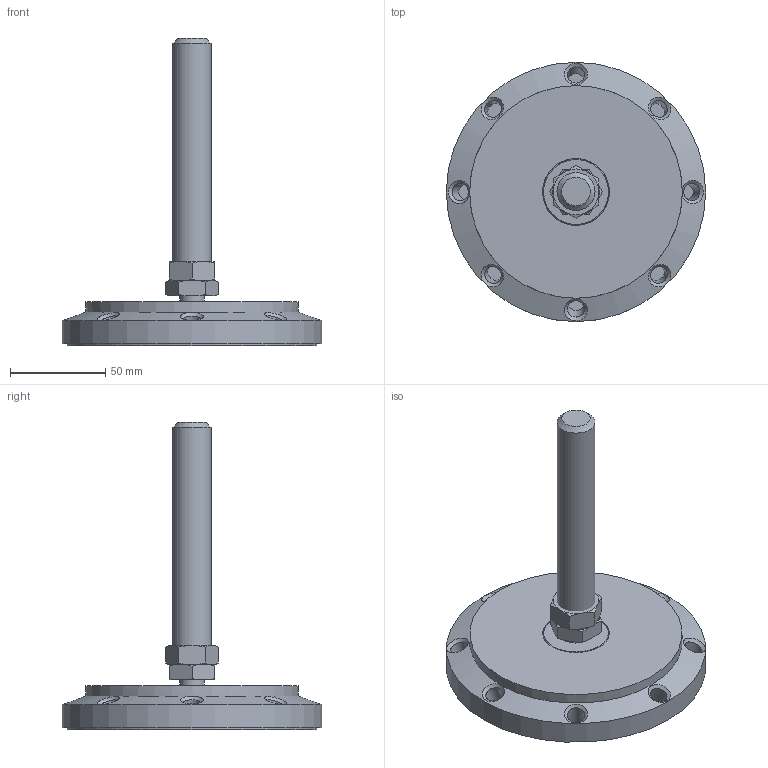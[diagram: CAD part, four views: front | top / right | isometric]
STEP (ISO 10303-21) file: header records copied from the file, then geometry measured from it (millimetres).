
FILE_DESCRIPTION(/* description */ ('GK Stellf. Stahl verz. D 136'),/* implementation_level */ '2;1');
FILE_NAME(/* name */ 'SF0931V.stp',/* time_stamp */ '2015-12-23T10:48:34+01:00',/* author */ ('Marina Kaa'),/* organization */ (''),/* preprocessor_version */ 'ST-DEVELOPER v15.6',/* originating_system */ 'Autodesk Inventor 2015',/* authorisation */ '');
FILE_SCHEMA (('AUTOMOTIVE_DESIGN { 1 0 10303 214 3 1 1 }'));
Length unit declared in the file: millimetre
Products named in the file (6): ME9603131_A; ME1501010_A; ME14201541220_A; ME1700020_A; ME5201100_A; SF0931V_A
Bounding box: 136 x 136 x 161.03 mm (x, y, z)
Volume: 335132.8 mm3; surface area: 86108.3 mm2
Topology: 5 solids, 5 shells, 89 faces, 207 edges, 131 vertices
Faces by surface type: plane 28, cylinder 21, bspline 20, cone 18, sphere 2
Full cylindrical faces by diameter (mm): 9 x8, 13 x1, 16.95 x1, 17.294 x1, 20 x1, 35 x4, 36 x1, 111.5 x1, 131 x1, 132 x1, 136 x1
Entity records: 3360 total; most frequent: CARTESIAN_POINT 1548, ORIENTED_EDGE 328, DIRECTION 312, EDGE_CURVE 164, AXIS2_PLACEMENT_3D 144, EDGE_LOOP 140, VERTEX_POINT 118, ADVANCED_FACE 89
